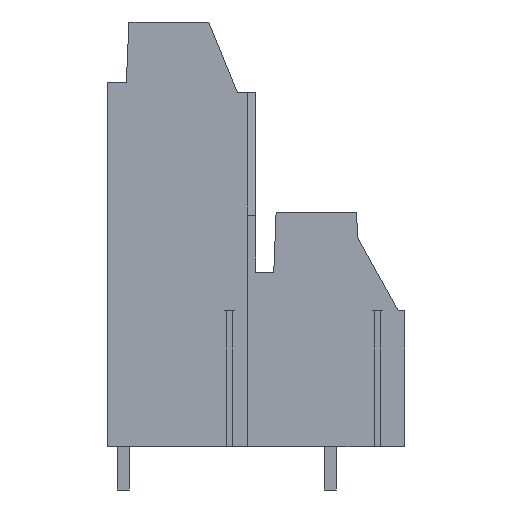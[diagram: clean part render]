
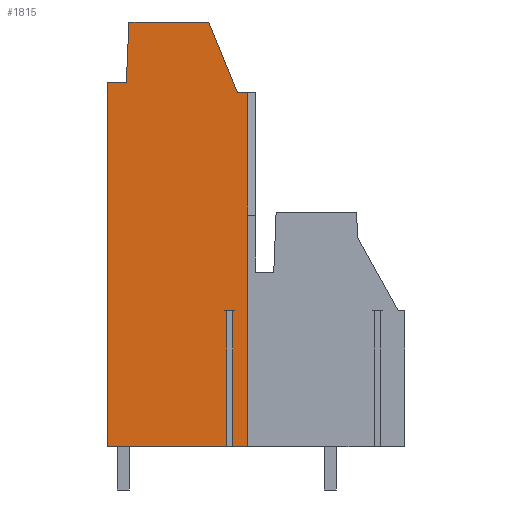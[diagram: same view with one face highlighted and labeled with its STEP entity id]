
A CAD part, left-side view. The second image highlights one B-rep face of the part: STEP entity #1815.
In plain terms, the highlighted planar face has unit normal (-1, 0, 0).
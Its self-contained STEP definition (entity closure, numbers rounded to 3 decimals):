
#1749=AXIS2_PLACEMENT_3D('Plane Axis2P3D',#1746,#1747,#1748) ;
#949=CARTESIAN_POINT('Line Origine',(0.,12.12,3.2)) ;
#953=CARTESIAN_POINT('Vertex',(0.,11.574,3.2)) ;
#955=CARTESIAN_POINT('Vertex',(0.,12.665,3.2)) ;
#1004=CARTESIAN_POINT('Vertex',(0.,13.115,3.2)) ;
#1007=CARTESIAN_POINT('Line Origine',(0.,17.528,3.2)) ;
#1011=CARTESIAN_POINT('Vertex',(0.,21.94,3.2)) ;
#1520=CARTESIAN_POINT('Vertex',(0.,11.574,29.26)) ;
#1523=CARTESIAN_POINT('Line Origine',(0.,11.574,16.23)) ;
#1729=CARTESIAN_POINT('Vertex',(0.,12.337,29.26)) ;
#1732=CARTESIAN_POINT('Line Origine',(0.,11.956,29.26)) ;
#1746=CARTESIAN_POINT('Axis2P3D Location',(0.,11.,17.2)) ;
#1752=CARTESIAN_POINT('Control Point',(0.,20.328,34.47)) ;
#1753=CARTESIAN_POINT('Control Point',(0.,20.521,30.05)) ;
#1754=CARTESIAN_POINT('Vertex',(0.,20.328,34.47)) ;
#1756=CARTESIAN_POINT('Vertex',(0.,20.521,30.05)) ;
#1759=CARTESIAN_POINT('Line Origine',(0.,16.853,30.05)) ;
#1763=CARTESIAN_POINT('Vertex',(0.,21.94,30.05)) ;
#1766=CARTESIAN_POINT('Line Origine',(0.,21.94,34.47)) ;
#1771=CARTESIAN_POINT('Line Origine',(0.,13.115,34.47)) ;
#1775=CARTESIAN_POINT('Vertex',(0.,13.115,13.2)) ;
#1778=CARTESIAN_POINT('Line Origine',(0.,16.853,13.2)) ;
#1782=CARTESIAN_POINT('Vertex',(0.,12.665,13.2)) ;
#1785=CARTESIAN_POINT('Line Origine',(0.,12.665,34.47)) ;
#1791=CARTESIAN_POINT('Control Point',(0.,12.337,29.26)) ;
#1792=CARTESIAN_POINT('Control Point',(0.,14.449,34.47)) ;
#1793=CARTESIAN_POINT('Vertex',(0.,14.449,34.47)) ;
#1796=CARTESIAN_POINT('Line Origine',(0.,16.853,34.47)) ;
#950=DIRECTION('Vector Direction',(0.,1.,0.)) ;
#1008=DIRECTION('Vector Direction',(0.,1.,0.)) ;
#1524=DIRECTION('Vector Direction',(0.,0.,-1.)) ;
#1733=DIRECTION('Vector Direction',(0.,1.,0.)) ;
#1747=DIRECTION('Axis2P3D Direction',(1.,0.,0.)) ;
#1748=DIRECTION('Axis2P3D XDirection',(0.,1.,0.)) ;
#1760=DIRECTION('Vector Direction',(0.,1.,0.)) ;
#1767=DIRECTION('Vector Direction',(0.,0.,1.)) ;
#1772=DIRECTION('Vector Direction',(0.,0.,1.)) ;
#1779=DIRECTION('Vector Direction',(0.,1.,0.)) ;
#1786=DIRECTION('Vector Direction',(0.,0.,1.)) ;
#1797=DIRECTION('Vector Direction',(0.,1.,0.)) ;
#951=VECTOR('Line Direction',#950,1.) ;
#1009=VECTOR('Line Direction',#1008,1.) ;
#1525=VECTOR('Line Direction',#1524,1.) ;
#1734=VECTOR('Line Direction',#1733,1.) ;
#1761=VECTOR('Line Direction',#1760,1.) ;
#1768=VECTOR('Line Direction',#1767,1.) ;
#1773=VECTOR('Line Direction',#1772,1.) ;
#1780=VECTOR('Line Direction',#1779,1.) ;
#1787=VECTOR('Line Direction',#1786,1.) ;
#1798=VECTOR('Line Direction',#1797,1.) ;
#1802=ORIENTED_EDGE('',*,*,#1758,.T.) ;
#1803=ORIENTED_EDGE('',*,*,#1765,.T.) ;
#1804=ORIENTED_EDGE('',*,*,#1770,.T.) ;
#1805=ORIENTED_EDGE('',*,*,#1013,.F.) ;
#1806=ORIENTED_EDGE('',*,*,#1777,.T.) ;
#1807=ORIENTED_EDGE('',*,*,#1784,.T.) ;
#1808=ORIENTED_EDGE('',*,*,#1789,.F.) ;
#1809=ORIENTED_EDGE('',*,*,#957,.F.) ;
#1810=ORIENTED_EDGE('',*,*,#1527,.F.) ;
#1811=ORIENTED_EDGE('',*,*,#1736,.T.) ;
#1812=ORIENTED_EDGE('',*,*,#1795,.T.) ;
#1813=ORIENTED_EDGE('',*,*,#1800,.T.) ;
#1815=ADVANCED_FACE('housing',(#1814),#1750,.F.) ;
#1751=B_SPLINE_CURVE_WITH_KNOTS('',1,(#1752,#1753),.UNSPECIFIED.,.F.,.U.,(2,2),(-2.212,2.212),.UNSPECIFIED.) ;
#1790=B_SPLINE_CURVE_WITH_KNOTS('',1,(#1791,#1792),.UNSPECIFIED.,.F.,.U.,(2,2),(-2.811,2.811),.UNSPECIFIED.) ;
#957=EDGE_CURVE('',#954,#956,#952,.T.) ;
#1013=EDGE_CURVE('',#1005,#1012,#1010,.T.) ;
#1527=EDGE_CURVE('',#1521,#954,#1526,.T.) ;
#1736=EDGE_CURVE('',#1521,#1730,#1735,.T.) ;
#1758=EDGE_CURVE('',#1755,#1757,#1751,.T.) ;
#1765=EDGE_CURVE('',#1757,#1764,#1762,.T.) ;
#1770=EDGE_CURVE('',#1764,#1012,#1769,.F.) ;
#1777=EDGE_CURVE('',#1005,#1776,#1774,.T.) ;
#1784=EDGE_CURVE('',#1776,#1783,#1781,.F.) ;
#1789=EDGE_CURVE('',#956,#1783,#1788,.T.) ;
#1795=EDGE_CURVE('',#1730,#1794,#1790,.T.) ;
#1800=EDGE_CURVE('',#1794,#1755,#1799,.T.) ;
#1801=EDGE_LOOP('',(#1802,#1803,#1804,#1805,#1806,#1807,#1808,#1809,#1810,#1811,#1812,#1813)) ;
#1814=FACE_OUTER_BOUND('',#1801,.T.) ;
#952=LINE('Line',#949,#951) ;
#1010=LINE('Line',#1007,#1009) ;
#1526=LINE('Line',#1523,#1525) ;
#1735=LINE('Line',#1732,#1734) ;
#1762=LINE('Line',#1759,#1761) ;
#1769=LINE('Line',#1766,#1768) ;
#1774=LINE('Line',#1771,#1773) ;
#1781=LINE('Line',#1778,#1780) ;
#1788=LINE('Line',#1785,#1787) ;
#1799=LINE('Line',#1796,#1798) ;
#1750=PLANE('',#1749) ;
#954=VERTEX_POINT('',#953) ;
#956=VERTEX_POINT('',#955) ;
#1005=VERTEX_POINT('',#1004) ;
#1012=VERTEX_POINT('',#1011) ;
#1521=VERTEX_POINT('',#1520) ;
#1730=VERTEX_POINT('',#1729) ;
#1755=VERTEX_POINT('',#1754) ;
#1757=VERTEX_POINT('',#1756) ;
#1764=VERTEX_POINT('',#1763) ;
#1776=VERTEX_POINT('',#1775) ;
#1783=VERTEX_POINT('',#1782) ;
#1794=VERTEX_POINT('',#1793) ;
